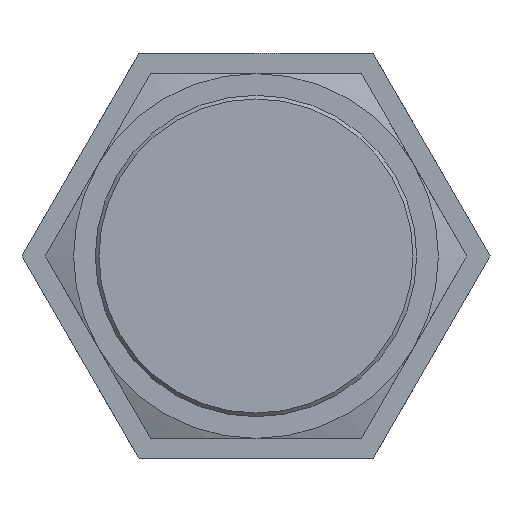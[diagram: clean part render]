
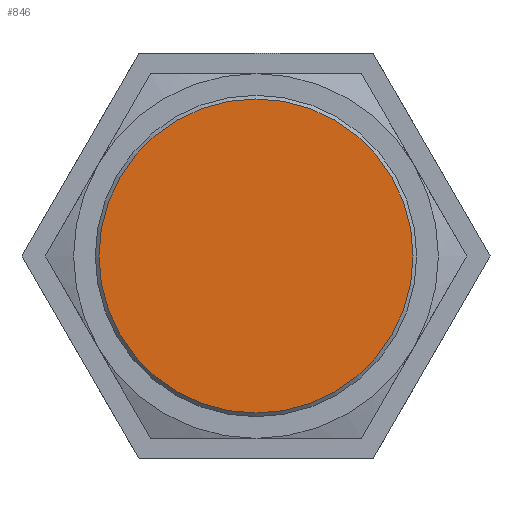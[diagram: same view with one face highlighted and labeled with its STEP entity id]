
A CAD part, front view. The second image highlights one B-rep face of the part: STEP entity #846.
In plain terms, the highlighted planar face has unit normal (0, -1, 0).
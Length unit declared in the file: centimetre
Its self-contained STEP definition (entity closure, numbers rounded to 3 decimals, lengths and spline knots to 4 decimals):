
#230=FACE_OUTER_BOUND('',#287,.T.);
#287=EDGE_LOOP('',(#594));
#363=CIRCLE('',#907,1.55);
#404=VERTEX_POINT('',#1241);
#481=EDGE_CURVE('',#404,#404,#363,.T.);
#594=ORIENTED_EDGE('',*,*,#481,.F.);
#820=PLANE('',#906);
#846=ADVANCED_FACE('',(#230),#820,.F.);
#906=AXIS2_PLACEMENT_3D('',#1240,#1008,#1009);
#907=AXIS2_PLACEMENT_3D('',#1242,#1010,#1011);
#1008=DIRECTION('center_axis',(0.,1.,0.));
#1009=DIRECTION('ref_axis',(0.,0.,1.));
#1010=DIRECTION('center_axis',(0.,1.,0.));
#1011=DIRECTION('ref_axis',(1.,0.,0.));
#1240=CARTESIAN_POINT('Origin',(1.6166,0.28,1.4));
#1241=CARTESIAN_POINT('',(0.0666,0.28,1.4));
#1242=CARTESIAN_POINT('Origin',(1.6166,0.28,1.4));
